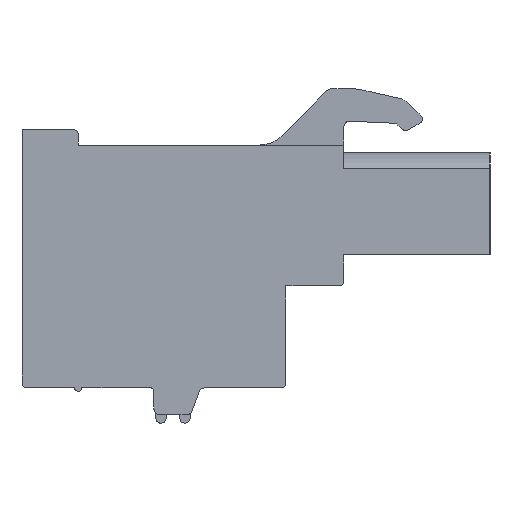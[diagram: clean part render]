
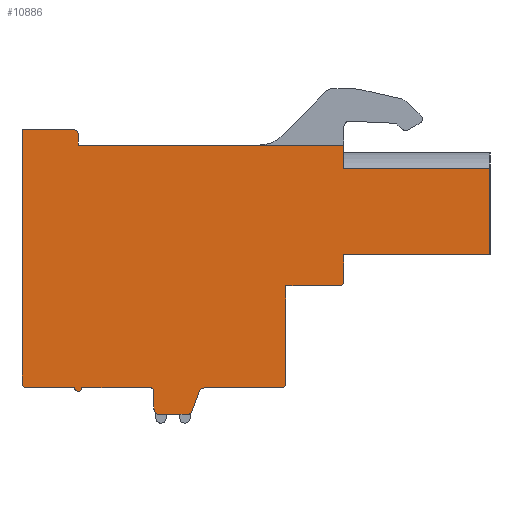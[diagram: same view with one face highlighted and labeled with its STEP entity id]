
A CAD part, left-side view. The second image highlights one B-rep face of the part: STEP entity #10886.
In plain terms, the highlighted planar face has unit normal (-1, 0, 0).
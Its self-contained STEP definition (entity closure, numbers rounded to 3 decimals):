
#1=CARTESIAN_POINT('',(0.,-5.36,-0.74));
#2=DIRECTION('',(-1.,0.,0.));
#3=DIRECTION('',(0.,0.,-1.));
#4=AXIS2_PLACEMENT_3D('',#1,#2,#3);
#6=CARTESIAN_POINT('',(0.,-2.06,-6.54));
#7=DIRECTION('',(1.,0.,0.));
#8=DIRECTION('',(0.,-1.,0.));
#9=AXIS2_PLACEMENT_3D('',#6,#7,#8);
#11=DIRECTION('',(0.,1.,0.));
#12=VECTOR('',#11,4.34);
#13=CARTESIAN_POINT('',(0.,-2.06,-6.84));
#14=LINE('',#13,#12);
#15=CARTESIAN_POINT('',(0.,2.28,-7.14));
#16=DIRECTION('',(-1.,0.,0.));
#17=DIRECTION('',(0.,0.,1.));
#18=AXIS2_PLACEMENT_3D('',#15,#16,#17);
#20=DIRECTION('',(0.,0.345,-0.939));
#21=VECTOR('',#20,1.179);
#22=CARTESIAN_POINT('',(0.,2.562,-7.037));
#23=LINE('',#22,#21);
#24=CARTESIAN_POINT('',(0.,3.25,-8.04));
#25=DIRECTION('',(1.,0.,0.));
#26=DIRECTION('',(0.,-0.939,-0.345));
#27=AXIS2_PLACEMENT_3D('',#24,#25,#26);
#29=DIRECTION('',(0.,1.,0.));
#30=VECTOR('',#29,1.59);
#31=CARTESIAN_POINT('',(0.,3.25,-8.34));
#32=LINE('',#31,#30);
#33=CARTESIAN_POINT('',(0.,4.84,-8.04));
#34=DIRECTION('',(1.,0.,0.));
#35=DIRECTION('',(0.,0.,-1.));
#36=AXIS2_PLACEMENT_3D('',#33,#34,#35);
#38=DIRECTION('',(0.,0.,1.));
#39=VECTOR('',#38,1.);
#40=CARTESIAN_POINT('',(0.,5.14,-8.04));
#41=LINE('',#40,#39);
#42=CARTESIAN_POINT('',(0.,5.34,-7.04));
#43=DIRECTION('',(-1.,0.,0.));
#44=DIRECTION('',(0.,-1.,0.));
#45=AXIS2_PLACEMENT_3D('',#42,#43,#44);
#47=DIRECTION('',(0.,1.,0.));
#48=VECTOR('',#47,3.9);
#49=CARTESIAN_POINT('',(0.,5.34,-6.84));
#50=LINE('',#49,#48);
#51=CARTESIAN_POINT('',(0.,9.44,-6.84));
#52=DIRECTION('',(1.,0.,0.));
#53=DIRECTION('',(0.,-1.,0.));
#54=AXIS2_PLACEMENT_3D('',#51,#52,#53);
#56=DIRECTION('',(0.,1.,0.));
#57=VECTOR('',#56,2.7);
#58=CARTESIAN_POINT('',(0.,9.64,-6.84));
#59=LINE('',#58,#57);
#60=CARTESIAN_POINT('',(0.,12.34,-6.54));
#61=DIRECTION('',(1.,0.,0.));
#62=DIRECTION('',(0.,0.,-1.));
#63=AXIS2_PLACEMENT_3D('',#60,#61,#62);
#65=DIRECTION('',(0.,0.,1.));
#66=VECTOR('',#65,0.5);
#67=CARTESIAN_POINT('',(0.,12.64,-6.54));
#68=LINE('',#67,#66);
#69=DIRECTION('',(0.,0.,1.));
#70=VECTOR('',#69,13.9);
#71=CARTESIAN_POINT('',(0.,12.64,-6.04));
#72=LINE('',#71,#70);
#73=DIRECTION('',(0.,-1.,0.));
#74=VECTOR('',#73,2.9);
#75=CARTESIAN_POINT('',(0.,12.64,7.86));
#76=LINE('',#75,#74);
#77=CARTESIAN_POINT('',(0.,9.74,7.56));
#78=DIRECTION('',(1.,0.,0.));
#79=DIRECTION('',(0.,0.,1.));
#80=AXIS2_PLACEMENT_3D('',#77,#78,#79);
#82=DIRECTION('',(0.,0.,-1.));
#83=VECTOR('',#82,0.6);
#84=CARTESIAN_POINT('',(0.,9.44,7.56));
#85=LINE('',#84,#83);
#86=DIRECTION('',(0.,-1.,0.));
#87=VECTOR('',#86,15.1);
#88=CARTESIAN_POINT('',(0.,9.44,6.96));
#89=LINE('',#88,#87);
#90=DIRECTION('',(0.,1.,0.));
#91=VECTOR('',#90,8.3);
#92=CARTESIAN_POINT('',(0.,-13.96,5.635));
#93=LINE('',#92,#91);
#94=DIRECTION('',(0.,1.,0.));
#95=VECTOR('',#94,8.3);
#96=CARTESIAN_POINT('',(0.,-13.96,0.73));
#97=LINE('',#96,#95);
#98=DIRECTION('',(0.,0.,-1.));
#99=VECTOR('',#98,1.47);
#100=CARTESIAN_POINT('',(0.,-5.66,0.73));
#101=LINE('',#100,#99);
#906=DIRECTION('',(0.,0.,1.));
#907=VECTOR('',#906,4.905);
#908=CARTESIAN_POINT('',(0.,-13.96,0.73));
#909=LINE('',#908,#907);
#1443=DIRECTION('',(0.,0.,1.));
#1444=VECTOR('',#1443,1.325);
#1445=CARTESIAN_POINT('',(0.,-5.66,5.635));
#1446=LINE('',#1445,#1444);
#4495=DIRECTION('',(0.,0.,1.));
#4496=VECTOR('',#4495,5.5);
#4497=CARTESIAN_POINT('',(0.,-2.36,-6.54));
#4498=LINE('',#4497,#4496);
#4503=DIRECTION('',(0.,-1.,0.));
#4504=VECTOR('',#4503,3.);
#4505=CARTESIAN_POINT('',(0.,-2.36,-1.04));
#4506=LINE('',#4505,#4504);
#8245=CARTESIAN_POINT('',(0.,12.34,-6.84));
#8246=CARTESIAN_POINT('',(0.,12.64,-6.54));
#8247=VERTEX_POINT('',#8245);
#8248=VERTEX_POINT('',#8246);
#8249=CARTESIAN_POINT('',(0.,12.64,-6.04));
#8250=VERTEX_POINT('',#8249);
#8251=CARTESIAN_POINT('',(0.,12.64,7.86));
#8252=VERTEX_POINT('',#8251);
#8253=CARTESIAN_POINT('',(0.,9.74,7.86));
#8254=VERTEX_POINT('',#8253);
#8255=CARTESIAN_POINT('',(0.,9.44,7.56));
#8256=VERTEX_POINT('',#8255);
#8257=CARTESIAN_POINT('',(0.,9.44,6.96));
#8258=VERTEX_POINT('',#8257);
#8259=CARTESIAN_POINT('',(0.,-5.66,6.96));
#8260=VERTEX_POINT('',#8259);
#8261=CARTESIAN_POINT('',(0.,-13.96,0.73));
#8262=CARTESIAN_POINT('',(0.,-5.66,0.73));
#8263=VERTEX_POINT('',#8261);
#8264=VERTEX_POINT('',#8262);
#8265=CARTESIAN_POINT('',(0.,-2.36,-6.54));
#8266=CARTESIAN_POINT('',(0.,-2.06,-6.84));
#8267=VERTEX_POINT('',#8265);
#8268=VERTEX_POINT('',#8266);
#8269=CARTESIAN_POINT('',(0.,2.28,-6.84));
#8270=VERTEX_POINT('',#8269);
#8271=CARTESIAN_POINT('',(0.,2.562,-7.037));
#8272=VERTEX_POINT('',#8271);
#8273=CARTESIAN_POINT('',(0.,2.968,-8.143));
#8274=VERTEX_POINT('',#8273);
#8275=CARTESIAN_POINT('',(0.,3.25,-8.34));
#8276=VERTEX_POINT('',#8275);
#8277=CARTESIAN_POINT('',(0.,4.84,-8.34));
#8278=VERTEX_POINT('',#8277);
#8279=CARTESIAN_POINT('',(0.,5.14,-8.04));
#8280=VERTEX_POINT('',#8279);
#8281=CARTESIAN_POINT('',(0.,5.14,-7.04));
#8282=VERTEX_POINT('',#8281);
#8283=CARTESIAN_POINT('',(0.,5.34,-6.84));
#8284=VERTEX_POINT('',#8283);
#8285=CARTESIAN_POINT('',(0.,9.24,-6.84));
#8286=VERTEX_POINT('',#8285);
#8287=CARTESIAN_POINT('',(0.,9.64,-6.84));
#8288=VERTEX_POINT('',#8287);
#8581=CARTESIAN_POINT('',(0.,-13.96,5.635));
#8582=CARTESIAN_POINT('',(0.,-5.66,5.635));
#8583=VERTEX_POINT('',#8581);
#8584=VERTEX_POINT('',#8582);
#10677=CARTESIAN_POINT('',(0.,-5.36,-1.04));
#10678=CARTESIAN_POINT('',(0.,-5.66,-0.74));
#10679=VERTEX_POINT('',#10677);
#10680=VERTEX_POINT('',#10678);
#10681=CARTESIAN_POINT('',(0.,-2.36,-1.04));
#10682=VERTEX_POINT('',#10681);
#10825=CARTESIAN_POINT('',(0.,0.,0.));
#10826=DIRECTION('',(1.,0.,0.));
#10827=DIRECTION('',(0.,-1.,0.));
#10828=AXIS2_PLACEMENT_3D('',#10825,#10826,#10827);
#10829=PLANE('',#10828);
#10831=ORIENTED_EDGE('',*,*,#10830,.F.);
#10833=ORIENTED_EDGE('',*,*,#10832,.F.);
#10835=ORIENTED_EDGE('',*,*,#10834,.F.);
#10837=ORIENTED_EDGE('',*,*,#10836,.T.);
#10839=ORIENTED_EDGE('',*,*,#10838,.T.);
#10841=ORIENTED_EDGE('',*,*,#10840,.T.);
#10843=ORIENTED_EDGE('',*,*,#10842,.T.);
#10845=ORIENTED_EDGE('',*,*,#10844,.T.);
#10847=ORIENTED_EDGE('',*,*,#10846,.T.);
#10849=ORIENTED_EDGE('',*,*,#10848,.T.);
#10851=ORIENTED_EDGE('',*,*,#10850,.T.);
#10853=ORIENTED_EDGE('',*,*,#10852,.T.);
#10855=ORIENTED_EDGE('',*,*,#10854,.T.);
#10857=ORIENTED_EDGE('',*,*,#10856,.T.);
#10859=ORIENTED_EDGE('',*,*,#10858,.T.);
#10861=ORIENTED_EDGE('',*,*,#10860,.T.);
#10863=ORIENTED_EDGE('',*,*,#10862,.T.);
#10865=ORIENTED_EDGE('',*,*,#10864,.T.);
#10867=ORIENTED_EDGE('',*,*,#10866,.T.);
#10869=ORIENTED_EDGE('',*,*,#10868,.T.);
#10871=ORIENTED_EDGE('',*,*,#10870,.T.);
#10873=ORIENTED_EDGE('',*,*,#10872,.T.);
#10875=ORIENTED_EDGE('',*,*,#10874,.F.);
#10877=ORIENTED_EDGE('',*,*,#10876,.F.);
#10879=ORIENTED_EDGE('',*,*,#10878,.F.);
#10881=ORIENTED_EDGE('',*,*,#10880,.T.);
#10883=ORIENTED_EDGE('',*,*,#10882,.T.);
#10884=EDGE_LOOP('',(#10831,#10833,#10835,#10837,#10839,#10841,#10843,#10845,
#10847,#10849,#10851,#10853,#10855,#10857,#10859,#10861,#10863,#10865,#10867,
#10869,#10871,#10873,#10875,#10877,#10879,#10881,#10883));
#10885=FACE_OUTER_BOUND('',#10884,.F.);
#10886=ADVANCED_FACE('',(#10885),#10829,.F.);
#5=CIRCLE('',#4,0.3);
#10=CIRCLE('',#9,0.3);
#19=CIRCLE('',#18,0.3);
#28=CIRCLE('',#27,0.3);
#37=CIRCLE('',#36,0.3);
#46=CIRCLE('',#45,0.2);
#55=CIRCLE('',#54,0.2);
#64=CIRCLE('',#63,0.3);
#81=CIRCLE('',#80,0.3);
#10830=EDGE_CURVE('',#10679,#10680,#5,.T.);
#10832=EDGE_CURVE('',#10682,#10679,#4506,.T.);
#10834=EDGE_CURVE('',#8267,#10682,#4498,.T.);
#10836=EDGE_CURVE('',#8267,#8268,#10,.T.);
#10838=EDGE_CURVE('',#8268,#8270,#14,.T.);
#10840=EDGE_CURVE('',#8270,#8272,#19,.T.);
#10842=EDGE_CURVE('',#8272,#8274,#23,.T.);
#10844=EDGE_CURVE('',#8274,#8276,#28,.T.);
#10846=EDGE_CURVE('',#8276,#8278,#32,.T.);
#10848=EDGE_CURVE('',#8278,#8280,#37,.T.);
#10850=EDGE_CURVE('',#8280,#8282,#41,.T.);
#10852=EDGE_CURVE('',#8282,#8284,#46,.T.);
#10854=EDGE_CURVE('',#8284,#8286,#50,.T.);
#10856=EDGE_CURVE('',#8286,#8288,#55,.T.);
#10858=EDGE_CURVE('',#8288,#8247,#59,.T.);
#10860=EDGE_CURVE('',#8247,#8248,#64,.T.);
#10862=EDGE_CURVE('',#8248,#8250,#68,.T.);
#10864=EDGE_CURVE('',#8250,#8252,#72,.T.);
#10866=EDGE_CURVE('',#8252,#8254,#76,.T.);
#10868=EDGE_CURVE('',#8254,#8256,#81,.T.);
#10870=EDGE_CURVE('',#8256,#8258,#85,.T.);
#10872=EDGE_CURVE('',#8258,#8260,#89,.T.);
#10874=EDGE_CURVE('',#8584,#8260,#1446,.T.);
#10876=EDGE_CURVE('',#8583,#8584,#93,.T.);
#10878=EDGE_CURVE('',#8263,#8583,#909,.T.);
#10880=EDGE_CURVE('',#8263,#8264,#97,.T.);
#10882=EDGE_CURVE('',#8264,#10680,#101,.T.);
